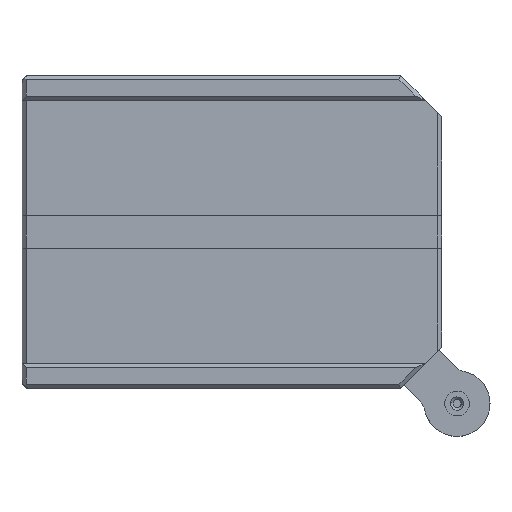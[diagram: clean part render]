
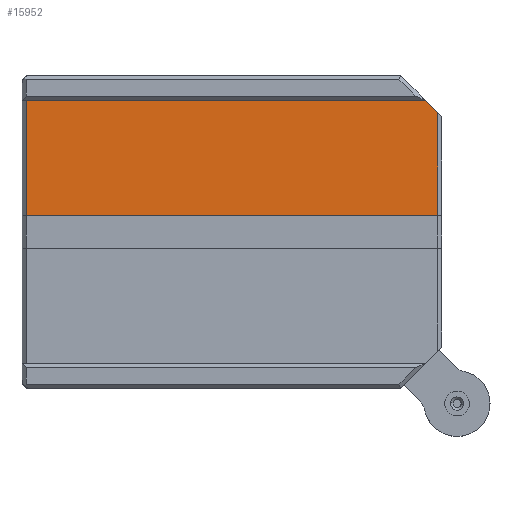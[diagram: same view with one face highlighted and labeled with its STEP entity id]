
A CAD part, front view. The second image highlights one B-rep face of the part: STEP entity #15952.
In plain terms, the highlighted planar face has unit normal (0, -1, 0).
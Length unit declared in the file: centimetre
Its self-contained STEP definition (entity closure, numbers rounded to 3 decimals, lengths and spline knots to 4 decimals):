
#141 = VECTOR ( 'NONE', #10678, 100. ) ;
#1029 = EDGE_CURVE ( 'NONE', #13155, #27332, #8638, .T. ) ;
#1712 = DIRECTION ( 'NONE',  ( 0., 0., 1. ) ) ;
#1809 = VECTOR ( 'NONE', #9076, 100. ) ;
#2968 = EDGE_CURVE ( 'NONE', #27991, #27332, #11529, .T. ) ;
#4170 = CARTESIAN_POINT ( 'NONE',  ( 2.5, 0.1, 1.6 ) ) ;
#4521 = EDGE_CURVE ( 'NONE', #13155, #15426, #28731, .T. ) ;
#6233 = CARTESIAN_POINT ( 'NONE',  ( -2.55, 0.1, 1.6 ) ) ;
#6381 = DIRECTION ( 'NONE',  ( 1., 0., 0. ) ) ;
#7565 = EDGE_CURVE ( 'NONE', #15426, #21484, #26446, .T. ) ;
#8523 = CARTESIAN_POINT ( 'NONE',  ( 2.55, 0.1, 1.4 ) ) ;
#8638 = LINE ( 'NONE', #6233, #8857 ) ;
#8857 = VECTOR ( 'NONE', #6381, 100. ) ;
#9076 = DIRECTION ( 'NONE',  ( -0.707, 0., 0.707 ) ) ;
#9091 = EDGE_CURVE ( 'NONE', #21484, #27991, #12956, .T. ) ;
#10647 = CARTESIAN_POINT ( 'NONE',  ( -2.5, 0.1, 1.6 ) ) ;
#10678 = DIRECTION ( 'NONE',  ( 0., 0., -1. ) ) ;
#10718 = CARTESIAN_POINT ( 'NONE',  ( 2.5, 0.1, 1.45 ) ) ;
#11529 = LINE ( 'NONE', #8523, #1809 ) ;
#12927 = VECTOR ( 'NONE', #1712, 100. ) ;
#12956 = LINE ( 'NONE', #4170, #12927 ) ;
#13155 = VERTEX_POINT ( 'NONE', #18493 ) ;
#14110 = DIRECTION ( 'NONE',  ( 0., 0., 1. ) ) ;
#14116 = DIRECTION ( 'NONE',  ( 0., 1., 0. ) ) ;
#14401 = CARTESIAN_POINT ( 'NONE',  ( -2.55, 0.1, 1.6 ) ) ;
#14426 = PLANE ( 'NONE',  #14915 ) ;
#14915 = AXIS2_PLACEMENT_3D ( 'NONE', #14401, #14116, #14110 ) ;
#15426 = VERTEX_POINT ( 'NONE', #22039 ) ;
#15952 = ADVANCED_FACE ( 'NONE', ( #24025 ), #14426, .F. ) ;
#18493 = CARTESIAN_POINT ( 'NONE',  ( -2.5, 0.1, 1.6 ) ) ;
#21484 = VERTEX_POINT ( 'NONE', #28418 ) ;
#22039 = CARTESIAN_POINT ( 'NONE',  ( -2.5, 0.1, 0.2 ) ) ;
#24025 = FACE_OUTER_BOUND ( 'NONE', #26672, .T. ) ;
#25731 = DIRECTION ( 'NONE',  ( 1., 0., 0. ) ) ;
#25827 = ORIENTED_EDGE ( 'NONE', *, *, #1029, .F. ) ;
#25908 = ORIENTED_EDGE ( 'NONE', *, *, #4521, .T. ) ;
#25936 = CARTESIAN_POINT ( 'NONE',  ( -2.55, 0.1, 0.2 ) ) ;
#26239 = ORIENTED_EDGE ( 'NONE', *, *, #7565, .T. ) ;
#26295 = ORIENTED_EDGE ( 'NONE', *, *, #9091, .T. ) ;
#26431 = ORIENTED_EDGE ( 'NONE', *, *, #2968, .T. ) ;
#26446 = LINE ( 'NONE', #25936, #26498 ) ;
#26498 = VECTOR ( 'NONE', #25731, 100. ) ;
#26672 = EDGE_LOOP ( 'NONE', ( #25827, #25908, #26239, #26295, #26431 ) ) ;
#27308 = CARTESIAN_POINT ( 'NONE',  ( 2.35, 0.1, 1.6 ) ) ;
#27332 = VERTEX_POINT ( 'NONE', #27308 ) ;
#27991 = VERTEX_POINT ( 'NONE', #10718 ) ;
#28418 = CARTESIAN_POINT ( 'NONE',  ( 2.5, 0.1, 0.2 ) ) ;
#28731 = LINE ( 'NONE', #10647, #141 ) ;
